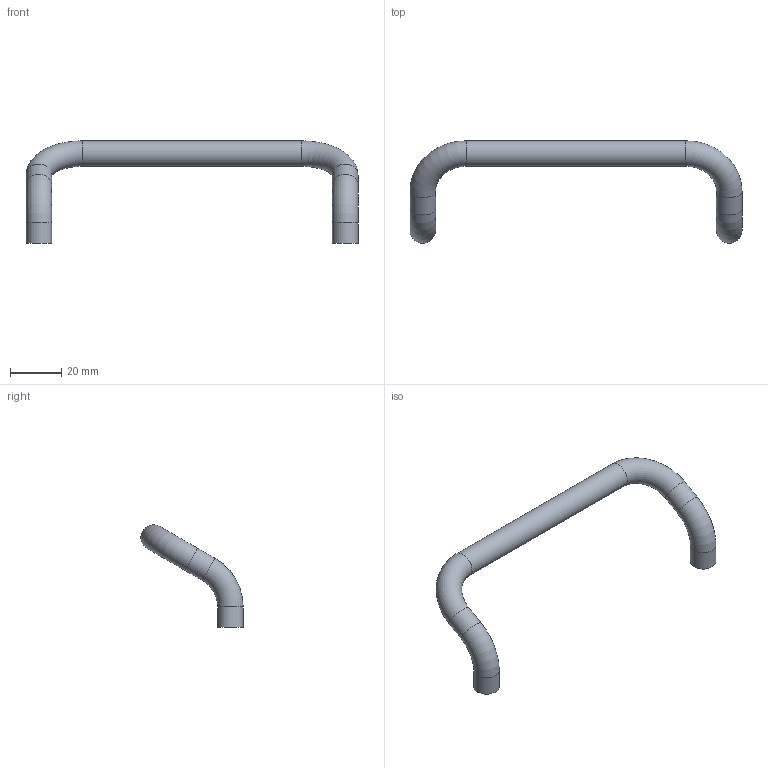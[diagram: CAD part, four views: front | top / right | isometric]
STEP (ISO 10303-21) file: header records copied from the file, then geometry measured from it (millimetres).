
FILE_DESCRIPTION(/* description */ (''),/* implementation_level */ '2;1');
FILE_NAME(/* name */ 'ZI-1595_Handgriff_ALU_120_gebogen-8.stp',/* time_stamp */ '2020-07-20T16:11:36+02:00',/* author */ ('jmaun'),/* organization */ ('maunsystem'),/* preprocessor_version */ 'ST-DEVELOPER v17',/* originating_system */ 'Autodesk Inventor 2019',/* authorisation */ '');
FILE_SCHEMA (('AUTOMOTIVE_DESIGN { 1 0 10303 214 3 1 1 }'));
Length unit declared in the file: millimetre
Products named in the file (1): ZI-1595_Handgriff_ALU_120_gebogen-8
Bounding box: 130 x 40.06 x 40.07 mm (x, y, z)
Volume: 16227.3 mm3; surface area: 6648 mm2
Topology: 1 solids, 1 shells, 11 faces, 26 edges, 17 vertices
Faces by surface type: cylinder 5, torus 4, plane 2
Full cylindrical faces by diameter (mm): 10 x5
Entity records: 397 total; most frequent: DIRECTION 71, CARTESIAN_POINT 55, ORIENTED_EDGE 52, AXIS2_PLACEMENT_3D 33, EDGE_CURVE 26, CIRCLE 21, VERTEX_POINT 17, STYLED_ITEM 12
